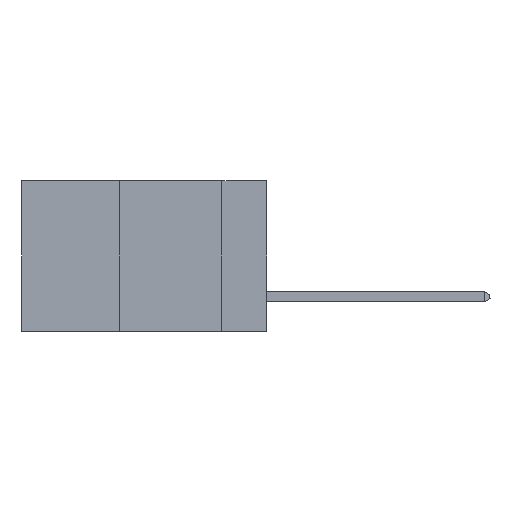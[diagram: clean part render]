
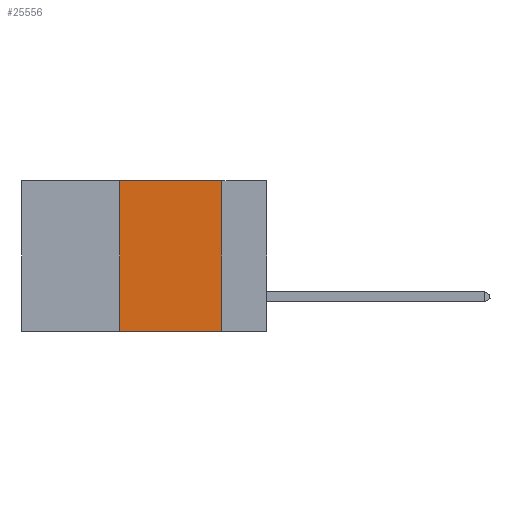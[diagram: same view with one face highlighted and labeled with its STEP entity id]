
A CAD part, left-side view. The second image highlights one B-rep face of the part: STEP entity #25556.
In plain terms, the highlighted planar face has unit normal (-1, 0, 0).
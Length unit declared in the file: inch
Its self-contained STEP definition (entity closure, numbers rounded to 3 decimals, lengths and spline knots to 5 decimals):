
#4443 = VECTOR ( 'NONE', #5948, 39.37008 ) ;
#5948 = DIRECTION ( 'NONE',  ( 0., 0., -1. ) ) ;
#6343 = EDGE_LOOP ( 'NONE', ( #15134, #14483, #12134, #33425 ) ) ;
#8235 = DIRECTION ( 'NONE',  ( 0., -1., 0. ) ) ;
#8913 = CARTESIAN_POINT ( 'NONE',  ( 0., 0.36, 0. ) ) ;
#9078 = VERTEX_POINT ( 'NONE', #24703 ) ;
#10189 = CARTESIAN_POINT ( 'NONE',  ( 0., 0.6, 0. ) ) ;
#12134 = ORIENTED_EDGE ( 'NONE', *, *, #35616, .F. ) ;
#13603 = DIRECTION ( 'NONE',  ( 0., 0., -1. ) ) ;
#14483 = ORIENTED_EDGE ( 'NONE', *, *, #26854, .F. ) ;
#15134 = ORIENTED_EDGE ( 'NONE', *, *, #32772, .F. ) ;
#17417 = CARTESIAN_POINT ( 'NONE',  ( 0., 0.11, 0. ) ) ;
#19522 = DIRECTION ( 'NONE',  ( 0., -1., 0. ) ) ;
#19972 = LINE ( 'NONE', #17417, #4443 ) ;
#20451 = VECTOR ( 'NONE', #8235, 39.37008 ) ;
#21684 = VERTEX_POINT ( 'NONE', #28764 ) ;
#22544 = FACE_OUTER_BOUND ( 'NONE', #6343, .T. ) ;
#23286 = CARTESIAN_POINT ( 'NONE',  ( 0., 0.6, -0.37 ) ) ;
#23705 = LINE ( 'NONE', #37055, #33840 ) ;
#24703 = CARTESIAN_POINT ( 'NONE',  ( 0., 0.36, 0. ) ) ;
#25556 = ADVANCED_FACE ( 'NONE', ( #22544 ), #33606, .F. ) ;
#25659 = LINE ( 'NONE', #8913, #27048 ) ;
#26393 = DIRECTION ( 'NONE',  ( 0., 0., 1. ) ) ;
#26854 = EDGE_CURVE ( 'NONE', #9078, #21684, #23705, .T. ) ;
#26999 = VERTEX_POINT ( 'NONE', #35673 ) ;
#27048 = VECTOR ( 'NONE', #26393, 39.37008 ) ;
#27777 = LINE ( 'NONE', #23286, #20451 ) ;
#28764 = CARTESIAN_POINT ( 'NONE',  ( 0., 0.11, 0. ) ) ;
#30159 = AXIS2_PLACEMENT_3D ( 'NONE', #10189, #31193, #13603 ) ;
#31193 = DIRECTION ( 'NONE',  ( 1., 0., 0. ) ) ;
#31848 = CARTESIAN_POINT ( 'NONE',  ( 0., 0.36, -0.37 ) ) ;
#32708 = EDGE_CURVE ( 'NONE', #35113, #26999, #27777, .T. ) ;
#32772 = EDGE_CURVE ( 'NONE', #21684, #26999, #19972, .T. ) ;
#33425 = ORIENTED_EDGE ( 'NONE', *, *, #32708, .T. ) ;
#33606 = PLANE ( 'NONE',  #30159 ) ;
#33840 = VECTOR ( 'NONE', #19522, 39.37008 ) ;
#35113 = VERTEX_POINT ( 'NONE', #31848 ) ;
#35616 = EDGE_CURVE ( 'NONE', #35113, #9078, #25659, .T. ) ;
#35673 = CARTESIAN_POINT ( 'NONE',  ( 0., 0.11, -0.37 ) ) ;
#37055 = CARTESIAN_POINT ( 'NONE',  ( 0., 0.6, 0. ) ) ;
